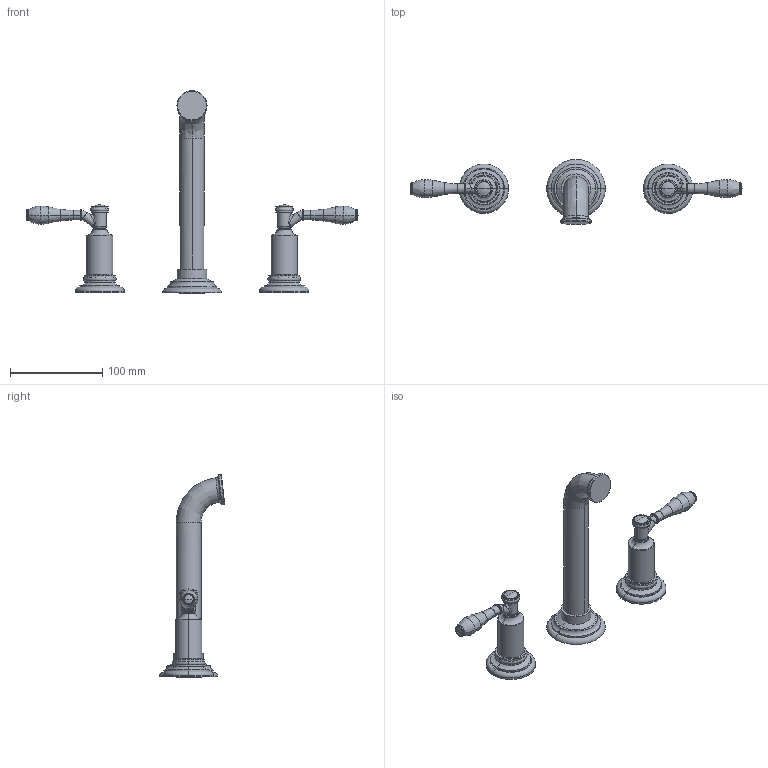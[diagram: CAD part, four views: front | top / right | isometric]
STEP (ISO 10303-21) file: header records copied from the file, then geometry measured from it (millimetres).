
FILE_DESCRIPTION((''),'2;1');
FILE_NAME('3-2551_SW0001','2020-11-25T11:17:48',('rsmith'),(''),'CREO PARAMETRIC BY PTC INC, 2018400','CREO PARAMETRIC BY PTC INC, 2018400','');
FILE_SCHEMA(('AUTOMOTIVE_DESIGN { 1 0 10303 214 1 1 1 1 }'));
Length unit declared in the file: inch
Products named in the file (1): 3-2551_SW0001
Bounding box: 360.02 x 70.88 x 219.75 mm (x, y, z)
Volume: 300767.6 mm3; surface area: 57651.9 mm2
Topology: 3 solids, 3 shells, 207 faces, 422 edges, 234 vertices
Faces by surface type: torus 84, cylinder 62, plane 25, bspline 24, sphere 8, cone 4
Entity records: 10086 total; most frequent: CARTESIAN_POINT 3003, DIRECTION 1056, ORIENTED_EDGE 828, PRESENTATION_STYLE_ASSIGNMENT 595, AXIS2_PLACEMENT_3D 495, STYLED_ITEM 417, CURVE_STYLE 414, EDGE_CURVE 414
